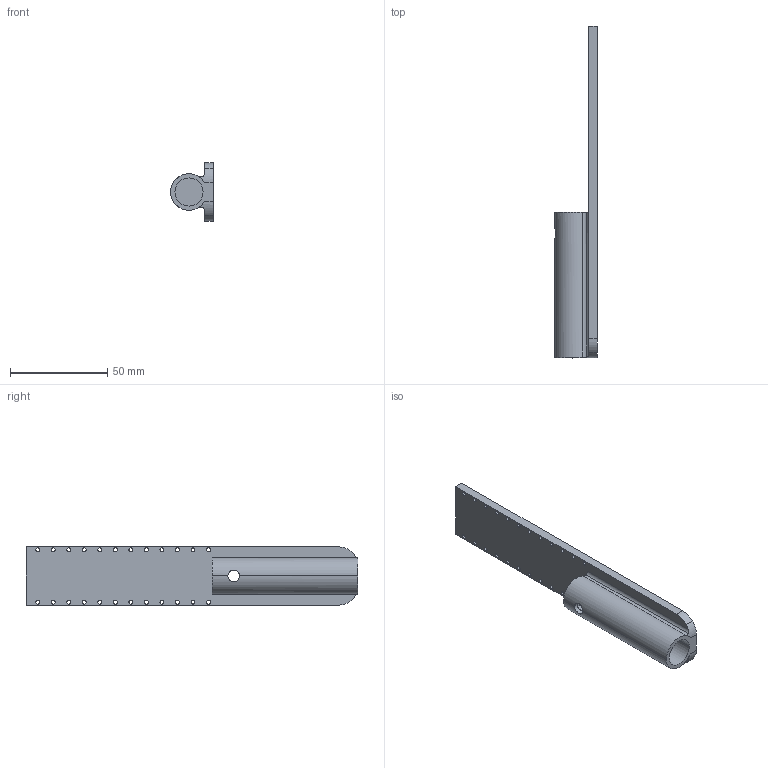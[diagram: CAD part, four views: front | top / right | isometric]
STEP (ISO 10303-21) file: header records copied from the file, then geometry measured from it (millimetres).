
FILE_DESCRIPTION (( 'STEP AP203' ), '1' );
FILE_NAME ('dummy wheel bracket v37_Default_sldprt.STEP', '2020-09-21T05:51:13', ( '' ), ( '' ), 'SwSTEP 2.0', 'SolidWorks 2019', '' );
FILE_SCHEMA (( 'CONFIG_CONTROL_DESIGN' ));
Length unit declared in the file: millimetre
Products named in the file (1): dummy wheel bracket v37_Default_sldprt
Bounding box: 21.93 x 170.98 x 30 mm (x, y, z)
Volume: 31112.4 mm3; surface area: 18566.8 mm2
Topology: 1 solids, 1 shells, 72 faces, 213 edges, 141 vertices
Faces by surface type: cylinder 64, plane 8
Entity records: 2980 total; most frequent: CARTESIAN_POINT 785, DIRECTION 462, ORIENTED_EDGE 426, EDGE_CURVE 213, AXIS2_PLACEMENT_3D 191, VERTEX_POINT 141, EDGE_LOOP 122, CIRCLE 118
